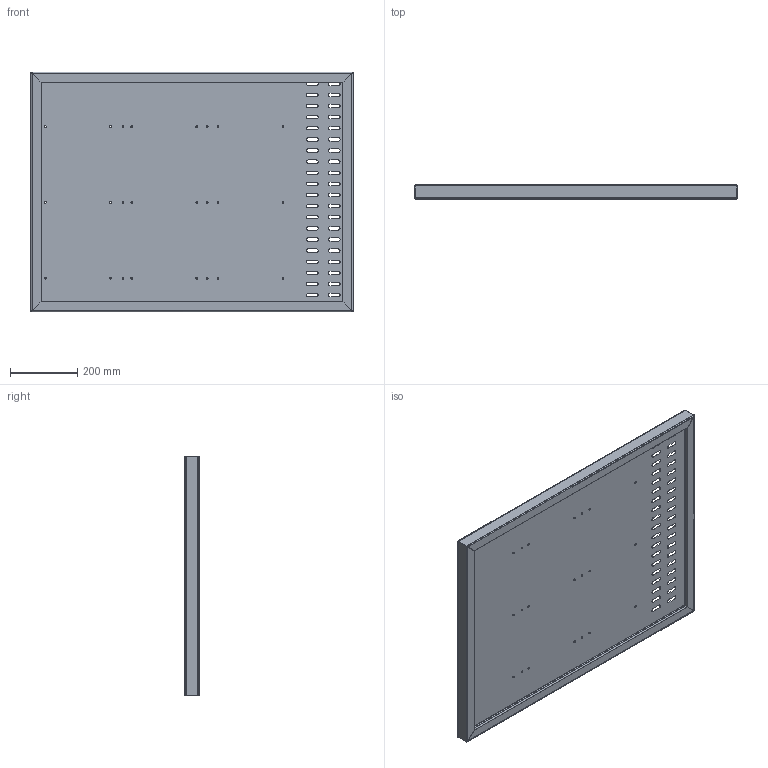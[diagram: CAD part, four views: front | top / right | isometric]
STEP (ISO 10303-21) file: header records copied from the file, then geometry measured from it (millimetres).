
FILE_DESCRIPTION (( 'STEP AP203' ), '1' );
FILE_NAME ('shelf base11111_Default_sldprt.STEP', '2024-03-16T15:25:52', ( 'M3tal' ), ( '' ), 'SwSTEP 2.0', 'SolidWorks 2020', '' );
FILE_SCHEMA (( 'CONFIG_CONTROL_DESIGN' ));
Length unit declared in the file: millimetre
Products named in the file (1): shelf base11111_Default_sldprt
Bounding box: 956 x 42 x 712 mm (x, y, z)
Volume: 887978.5 mm3; surface area: 1783359.1 mm2
Topology: 1 solids, 1 shells, 278 faces, 764 edges, 488 vertices
Faces by surface type: cylinder 144, plane 118, bspline 16
Entity records: 10169 total; most frequent: CARTESIAN_POINT 2667, ORIENTED_EDGE 1528, DIRECTION 1514, EDGE_CURVE 764, AXIS2_PLACEMENT_3D 519, VERTEX_POINT 488, LINE 476, VECTOR 476
